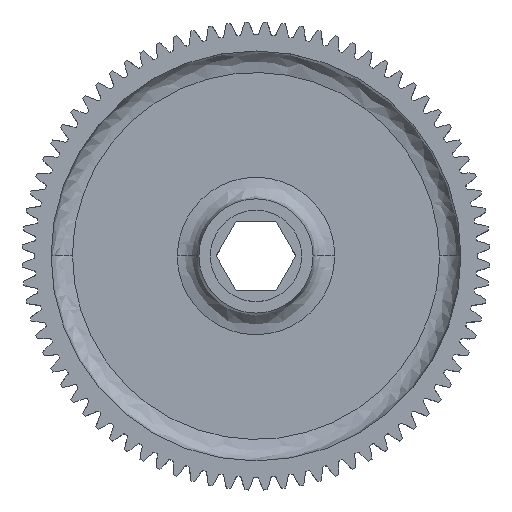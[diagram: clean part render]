
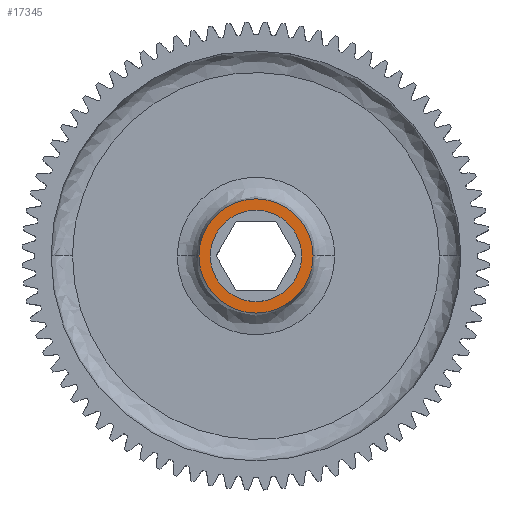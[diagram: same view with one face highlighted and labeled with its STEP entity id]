
A CAD part, top view. The second image highlights one B-rep face of the part: STEP entity #17345.
In plain terms, the highlighted planar face has unit normal (0, 0, 1).
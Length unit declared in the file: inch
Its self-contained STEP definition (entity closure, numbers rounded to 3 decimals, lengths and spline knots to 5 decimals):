
#1427 = CIRCLE ( 'NONE', #22612, 0.3125 ) ;
#2937 = DIRECTION ( 'NONE',  ( 1., 0., 0. ) ) ;
#3278 = CARTESIAN_POINT ( 'NONE',  ( 0., 0., 0.21875 ) ) ;
#3831 = VERTEX_POINT ( 'NONE', #24008 ) ;
#5487 = CIRCLE ( 'NONE', #23462, 0.25 ) ;
#5779 = PLANE ( 'NONE',  #25285 ) ;
#6188 = DIRECTION ( 'NONE',  ( 0., 0., -1. ) ) ;
#6854 = CARTESIAN_POINT ( 'NONE',  ( -0.3125, 0., 0.21875 ) ) ;
#7931 = ORIENTED_EDGE ( 'NONE', *, *, #23218, .F. ) ;
#8313 = CARTESIAN_POINT ( 'NONE',  ( 0., 0., 0.21875 ) ) ;
#8346 = ORIENTED_EDGE ( 'NONE', *, *, #13900, .F. ) ;
#9773 = EDGE_LOOP ( 'NONE', ( #23594, #8346 ) ) ;
#10936 = AXIS2_PLACEMENT_3D ( 'NONE', #11960, #24929, #2937 ) ;
#10987 = CARTESIAN_POINT ( 'NONE',  ( 0.3125, 0., 0.21875 ) ) ;
#11342 = ORIENTED_EDGE ( 'NONE', *, *, #18004, .F. ) ;
#11382 = CIRCLE ( 'NONE', #10936, 0.3125 ) ;
#11544 = EDGE_LOOP ( 'NONE', ( #11342, #7931 ) ) ;
#11960 = CARTESIAN_POINT ( 'NONE',  ( 0., 0., 0.21875 ) ) ;
#13473 = CARTESIAN_POINT ( 'NONE',  ( 0., 0., 0.21875 ) ) ;
#13900 = EDGE_CURVE ( 'NONE', #19284, #3831, #17892, .T. ) ;
#14035 = DIRECTION ( 'NONE',  ( 1., 0., 0. ) ) ;
#15518 = CARTESIAN_POINT ( 'NONE',  ( -0.25, 0., 0.21875 ) ) ;
#15593 = DIRECTION ( 'NONE',  ( 0., 0., 1. ) ) ;
#15782 = EDGE_CURVE ( 'NONE', #3831, #19284, #5487, .T. ) ;
#15842 = CARTESIAN_POINT ( 'NONE',  ( 0., 0., 0.21875 ) ) ;
#16838 = VERTEX_POINT ( 'NONE', #6854 ) ;
#17345 = ADVANCED_FACE ( 'NONE', ( #21132, #23114 ), #5779, .F. ) ;
#17892 = CIRCLE ( 'NONE', #21485, 0.25 ) ;
#18004 = EDGE_CURVE ( 'NONE', #26059, #16838, #1427, .T. ) ;
#18223 = DIRECTION ( 'NONE',  ( 0., 0., 1. ) ) ;
#19018 = DIRECTION ( 'NONE',  ( -1., 0., 0. ) ) ;
#19284 = VERTEX_POINT ( 'NONE', #15518 ) ;
#19789 = DIRECTION ( 'NONE',  ( 1., 0., 0. ) ) ;
#20054 = DIRECTION ( 'NONE',  ( 1., 0., 0. ) ) ;
#21132 = FACE_OUTER_BOUND ( 'NONE', #11544, .T. ) ;
#21485 = AXIS2_PLACEMENT_3D ( 'NONE', #3278, #18223, #20054 ) ;
#22612 = AXIS2_PLACEMENT_3D ( 'NONE', #15842, #24444, #19789 ) ;
#23114 = FACE_BOUND ( 'NONE', #9773, .T. ) ;
#23218 = EDGE_CURVE ( 'NONE', #16838, #26059, #11382, .T. ) ;
#23462 = AXIS2_PLACEMENT_3D ( 'NONE', #13473, #15593, #14035 ) ;
#23594 = ORIENTED_EDGE ( 'NONE', *, *, #15782, .F. ) ;
#24008 = CARTESIAN_POINT ( 'NONE',  ( 0.25, 0., 0.21875 ) ) ;
#24444 = DIRECTION ( 'NONE',  ( 0., 0., -1. ) ) ;
#24929 = DIRECTION ( 'NONE',  ( 0., 0., -1. ) ) ;
#25285 = AXIS2_PLACEMENT_3D ( 'NONE', #8313, #6188, #19018 ) ;
#26059 = VERTEX_POINT ( 'NONE', #10987 ) ;
